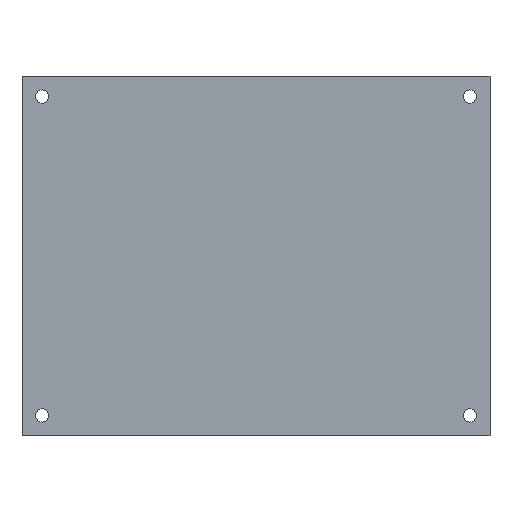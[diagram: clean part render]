
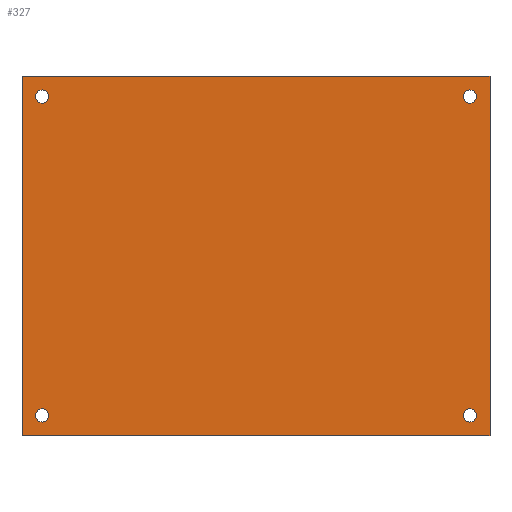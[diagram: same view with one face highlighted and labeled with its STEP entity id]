
A CAD part, top view. The second image highlights one B-rep face of the part: STEP entity #327.
In plain terms, the highlighted planar face has unit normal (0, 0, 1).
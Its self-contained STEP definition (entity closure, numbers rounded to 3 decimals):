
#84=CARTESIAN_POINT('',(48.289,-24.69,1.6));
#85=VERTEX_POINT('',#84);
#86=CARTESIAN_POINT('',(46.639,-24.69,1.6));
#87=DIRECTION('',(0.0,0.0,-1.0));
#88=DIRECTION('',(-1.0,0.0,0.0));
#89=AXIS2_PLACEMENT_3D('',#86,#87,#88);
#90=CIRCLE('',#89,1.65);
#91=EDGE_CURVE('',#85,#85,#90,.T.);
#112=CARTESIAN_POINT('',(-57.711,54.31,1.6));
#113=VERTEX_POINT('',#112);
#114=CARTESIAN_POINT('',(-59.361,54.31,1.6));
#115=DIRECTION('',(0.0,0.0,-1.0));
#116=DIRECTION('',(-1.0,0.0,0.0));
#117=AXIS2_PLACEMENT_3D('',#114,#115,#116);
#118=CIRCLE('',#117,1.65);
#119=EDGE_CURVE('',#113,#113,#118,.T.);
#140=CARTESIAN_POINT('',(-57.711,-24.69,1.6));
#141=VERTEX_POINT('',#140);
#142=CARTESIAN_POINT('',(-59.361,-24.69,1.6));
#143=DIRECTION('',(0.0,0.0,-1.0));
#144=DIRECTION('',(-1.0,0.0,0.0));
#145=AXIS2_PLACEMENT_3D('',#142,#143,#144);
#146=CIRCLE('',#145,1.65);
#147=EDGE_CURVE('',#141,#141,#146,.T.);
#168=CARTESIAN_POINT('',(48.289,54.31,1.6));
#169=VERTEX_POINT('',#168);
#170=CARTESIAN_POINT('',(46.639,54.31,1.6));
#171=DIRECTION('',(0.0,0.0,-1.0));
#172=DIRECTION('',(-1.0,0.0,0.0));
#173=AXIS2_PLACEMENT_3D('',#170,#171,#172);
#174=CIRCLE('',#173,1.65);
#175=EDGE_CURVE('',#169,#169,#174,.T.);
#195=CARTESIAN_POINT('',(-64.361,-29.69,1.6));
#196=VERTEX_POINT('',#195);
#203=CARTESIAN_POINT('',(-64.361,59.31,1.6));
#204=VERTEX_POINT('',#203);
#205=CARTESIAN_POINT('',(-64.361,59.31,1.6));
#206=DIRECTION('',(0.0,-1.0,0.0));
#207=VECTOR('',#206,89.0);
#208=LINE('',#205,#207);
#209=EDGE_CURVE('',#204,#196,#208,.T.);
#234=CARTESIAN_POINT('',(51.639,59.31,1.6));
#235=VERTEX_POINT('',#234);
#236=CARTESIAN_POINT('',(51.639,59.31,1.6));
#237=DIRECTION('',(-1.0,0.0,0.0));
#238=VECTOR('',#237,116.);
#239=LINE('',#236,#238);
#240=EDGE_CURVE('',#235,#204,#239,.T.);
#265=CARTESIAN_POINT('',(51.639,-29.69,1.6));
#266=VERTEX_POINT('',#265);
#267=CARTESIAN_POINT('',(51.639,-29.69,1.6));
#268=DIRECTION('',(0.0,1.0,0.0));
#269=VECTOR('',#268,89.);
#270=LINE('',#267,#269);
#271=EDGE_CURVE('',#266,#235,#270,.T.);
#294=CARTESIAN_POINT('',(-64.361,-29.69,1.6));
#295=DIRECTION('',(1.0,0.0,0.0));
#296=VECTOR('',#295,116.);
#297=LINE('',#294,#296);
#298=EDGE_CURVE('',#196,#266,#297,.T.);
#304=CARTESIAN_POINT('',(-6.361,14.81,1.6));
#305=DIRECTION('',(0.0,0.0,1.0));
#306=DIRECTION('',(1.0,0.0,0.0));
#307=AXIS2_PLACEMENT_3D('',#304,#305,#306);
#308=PLANE('',#307);
#309=ORIENTED_EDGE('',*,*,#298,.T.);
#310=ORIENTED_EDGE('',*,*,#271,.T.);
#311=ORIENTED_EDGE('',*,*,#240,.T.);
#312=ORIENTED_EDGE('',*,*,#209,.T.);
#313=EDGE_LOOP('',(#309,#310,#311,#312));
#314=FACE_OUTER_BOUND('',#313,.T.);
#315=ORIENTED_EDGE('',*,*,#91,.T.);
#316=EDGE_LOOP('',(#315));
#317=FACE_BOUND('',#316,.T.);
#318=ORIENTED_EDGE('',*,*,#119,.T.);
#319=EDGE_LOOP('',(#318));
#320=FACE_BOUND('',#319,.T.);
#321=ORIENTED_EDGE('',*,*,#147,.T.);
#322=EDGE_LOOP('',(#321));
#323=FACE_BOUND('',#322,.T.);
#324=ORIENTED_EDGE('',*,*,#175,.T.);
#325=EDGE_LOOP('',(#324));
#326=FACE_BOUND('',#325,.T.);
#327=ADVANCED_FACE('',(#314,#317,#320,#323,#326),#308,.T.);
